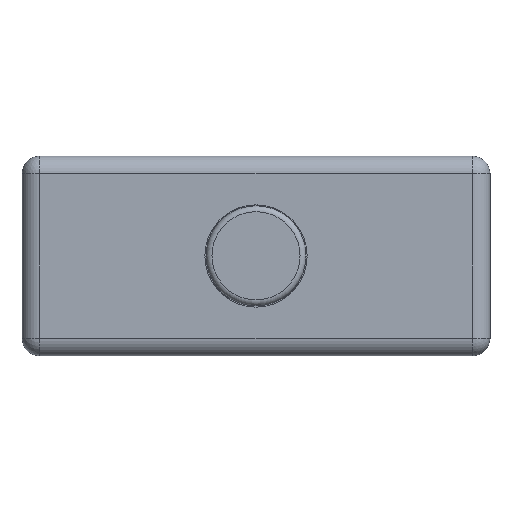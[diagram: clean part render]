
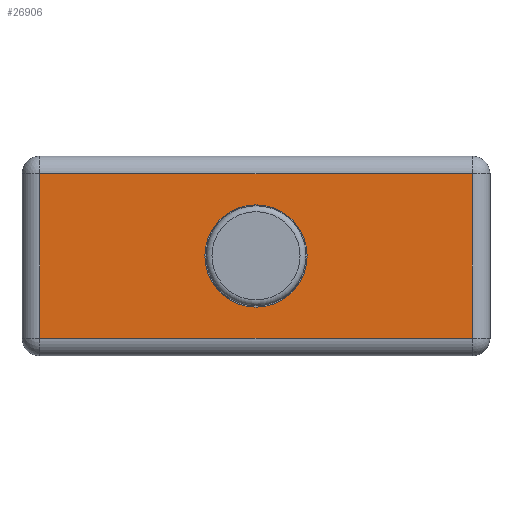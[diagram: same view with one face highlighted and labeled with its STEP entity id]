
A CAD part, top view. The second image highlights one B-rep face of the part: STEP entity #26906.
In plain terms, the highlighted planar face has unit normal (0, 0, 1).
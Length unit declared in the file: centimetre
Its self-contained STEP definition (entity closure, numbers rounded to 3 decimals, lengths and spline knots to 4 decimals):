
#111=CIRCLE('',#28377,0.435);
#251=FACE_BOUND('',#2817,.T.);
#1419=FACE_OUTER_BOUND('',#2816,.T.);
#2816=EDGE_LOOP('',(#23325,#23326,#23327,#23328));
#2817=EDGE_LOOP('',(#23329));
#6331=LINE('',#42064,#10042);
#6336=LINE('',#42082,#10047);
#6345=LINE('',#42114,#10056);
#6347=LINE('',#42122,#10058);
#10042=VECTOR('',#34345,0.1);
#10047=VECTOR('',#34366,0.1);
#10056=VECTOR('',#34403,0.1);
#10058=VECTOR('',#34413,0.1);
#12729=VERTEX_POINT('',#42060);
#12730=VERTEX_POINT('',#42062);
#12735=VERTEX_POINT('',#42080);
#12744=VERTEX_POINT('',#42110);
#12746=VERTEX_POINT('',#42118);
#16346=EDGE_CURVE('',#12729,#12730,#6331,.T.);
#16355=EDGE_CURVE('',#12730,#12735,#6336,.T.);
#16371=EDGE_CURVE('',#12735,#12744,#6345,.T.);
#16374=EDGE_CURVE('',#12746,#12746,#111,.T.);
#16375=EDGE_CURVE('',#12744,#12729,#6347,.T.);
#23325=ORIENTED_EDGE('',*,*,#16346,.T.);
#23326=ORIENTED_EDGE('',*,*,#16355,.T.);
#23327=ORIENTED_EDGE('',*,*,#16371,.T.);
#23328=ORIENTED_EDGE('',*,*,#16375,.T.);
#23329=ORIENTED_EDGE('',*,*,#16374,.T.);
#25568=PLANE('',#28378);
#26906=ADVANCED_FACE('',(#1419,#251),#25568,.T.);
#28377=AXIS2_PLACEMENT_3D('',#42120,#34409,#34410);
#28378=AXIS2_PLACEMENT_3D('',#42121,#34411,#34412);
#34345=DIRECTION('',(0.,-1.,0.));
#34366=DIRECTION('',(1.,0.,0.));
#34403=DIRECTION('',(0.,1.,0.));
#34409=DIRECTION('center_axis',(0.,0.,
-1.));
#34410=DIRECTION('ref_axis',(-1.,0.,0.));
#34411=DIRECTION('center_axis',(0.,0.,
1.));
#34412=DIRECTION('ref_axis',(-1.,0.,0.));
#34413=DIRECTION('',(-1.,0.,0.));
#42060=CARTESIAN_POINT('',(-1.84,0.7,0.2));
#42062=CARTESIAN_POINT('',(-1.84,-0.7,0.2));
#42064=CARTESIAN_POINT('',(-1.84,0.7,0.2));
#42080=CARTESIAN_POINT('',(1.84,-0.7,0.2));
#42082=CARTESIAN_POINT('',(-1.84,-0.7,0.2));
#42110=CARTESIAN_POINT('',(1.84,0.7,0.2));
#42114=CARTESIAN_POINT('',(1.84,-0.7,0.2));
#42118=CARTESIAN_POINT('',(0.435,0.,0.2));
#42120=CARTESIAN_POINT('Origin',(0.,0.,
0.2));
#42121=CARTESIAN_POINT('Origin',(0.,0.,
0.2));
#42122=CARTESIAN_POINT('',(1.84,0.7,0.2));
